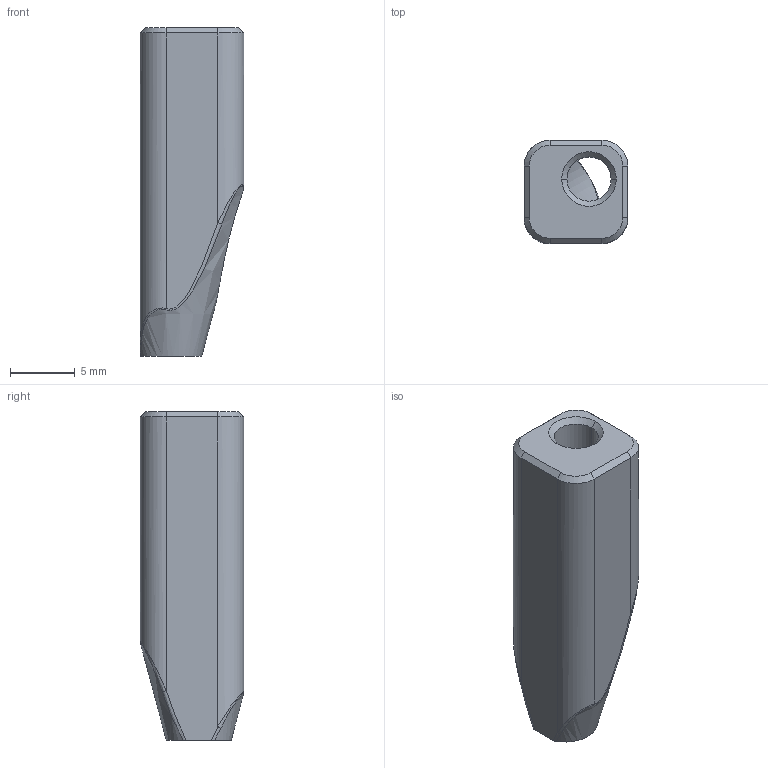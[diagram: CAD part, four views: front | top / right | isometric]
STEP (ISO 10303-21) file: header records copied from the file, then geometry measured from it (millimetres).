
FILE_DESCRIPTION (( 'STEP AP214' ), '1' );
FILE_NAME ('usb-c_pi_corner_to_octopus^psu_octopus_spider_and_pi_mount.STEP', '2021-09-04T11:17:20', ( '' ), ( '' ), 'SwSTEP 2.0', 'SolidWorks 2021', '' );
FILE_SCHEMA (( 'AUTOMOTIVE_DESIGN' ));
Length unit declared in the file: millimetre
Products named in the file (1): usb-c_pi_corner_to_octopus^psu_octopus_spider_and_pi_mount
Bounding box: 8 x 7.96 x 25.27 mm (x, y, z)
Volume: 802.4 mm3; surface area: 860.2 mm2
Topology: 1 solids, 1 shells, 44 faces, 106 edges, 64 vertices
Faces by surface type: plane 14, bspline 13, cylinder 9, cone 7, torus 1
Entity records: 2025 total; most frequent: CARTESIAN_POINT 1047, ORIENTED_EDGE 212, DIRECTION 175, EDGE_CURVE 106, AXIS2_PLACEMENT_3D 69, VERTEX_POINT 64, EDGE_LOOP 48, ADVANCED_FACE 44
